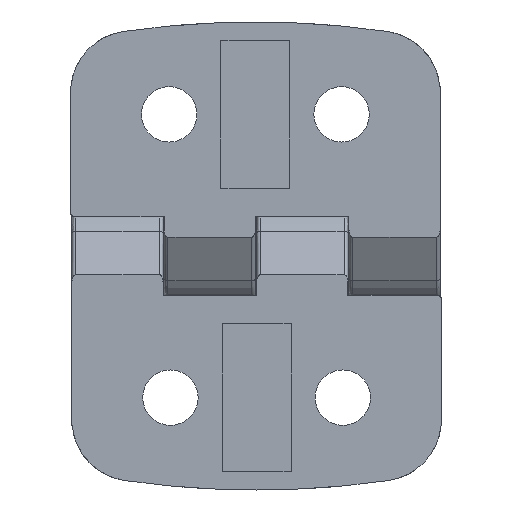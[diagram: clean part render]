
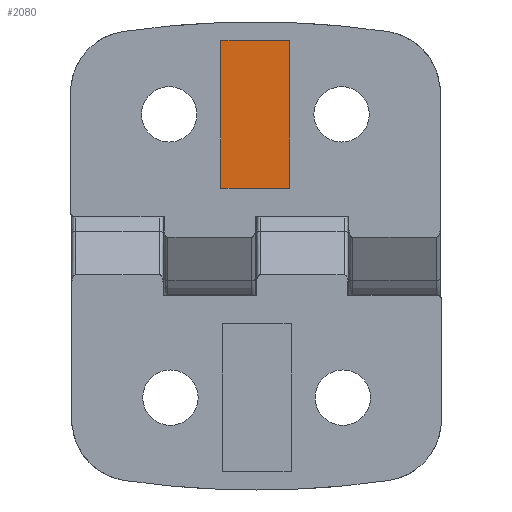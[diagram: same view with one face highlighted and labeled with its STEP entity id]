
A CAD part, front view. The second image highlights one B-rep face of the part: STEP entity #2080.
In plain terms, the highlighted planar face has unit normal (0, -1, 0).
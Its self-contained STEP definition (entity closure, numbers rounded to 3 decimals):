
#675 = CARTESIAN_POINT ( 'NONE',  ( 2.8, 1., -5.5 ) ) ;
#966 = DIRECTION ( 'NONE',  ( 0., 0., 1. ) ) ;
#973 = DIRECTION ( 'NONE',  ( 0., 1., 0. ) ) ;
#975 = CARTESIAN_POINT ( 'NONE',  ( 2.8, 1., -5.5 ) ) ;
#1018 = PLANE ( 'NONE',  #2255 ) ;
#1121 = DIRECTION ( 'NONE',  ( 1., 0., 0. ) ) ;
#1508 = VERTEX_POINT ( 'NONE', #2786 ) ;
#1567 = CARTESIAN_POINT ( 'NONE',  ( 2.8, 1., -17.5 ) ) ;
#1576 = CARTESIAN_POINT ( 'NONE',  ( 2.8, 1., -17.5 ) ) ;
#1685 = VERTEX_POINT ( 'NONE', #2112 ) ;
#1857 = EDGE_LOOP ( 'NONE', ( #2881, #4363, #4508, #2781 ) ) ;
#2080 = ADVANCED_FACE ( 'NONE', ( #2657 ), #1018, .F. ) ;
#2112 = CARTESIAN_POINT ( 'NONE',  ( -2.8, 1., -17.5 ) ) ;
#2183 = VECTOR ( 'NONE', #4183, 1000. ) ;
#2255 = AXIS2_PLACEMENT_3D ( 'NONE', #975, #973, #966 ) ;
#2481 = LINE ( 'NONE', #1567, #3156 ) ;
#2493 = LINE ( 'NONE', #5365, #4626 ) ;
#2496 = VERTEX_POINT ( 'NONE', #1576 ) ;
#2596 = LINE ( 'NONE', #675, #2183 ) ;
#2657 = FACE_OUTER_BOUND ( 'NONE', #1857, .T. ) ;
#2781 = ORIENTED_EDGE ( 'NONE', *, *, #3581, .T. ) ;
#2786 = CARTESIAN_POINT ( 'NONE',  ( 2.8, 1., -5.5 ) ) ;
#2818 = DIRECTION ( 'NONE',  ( 0., 0., 1. ) ) ;
#2881 = ORIENTED_EDGE ( 'NONE', *, *, #5474, .T. ) ;
#2900 = CARTESIAN_POINT ( 'NONE',  ( 2.8, 1., -5.5 ) ) ;
#3051 = EDGE_CURVE ( 'NONE', #4077, #1685, #2493, .T. ) ;
#3156 = VECTOR ( 'NONE', #1121, 1000. ) ;
#3333 = CARTESIAN_POINT ( 'NONE',  ( -2.8, 1., -5.5 ) ) ;
#3465 = VECTOR ( 'NONE', #2818, 1000. ) ;
#3581 = EDGE_CURVE ( 'NONE', #2496, #1508, #5056, .T. ) ;
#3771 = EDGE_CURVE ( 'NONE', #1685, #2496, #2481, .T. ) ;
#4077 = VERTEX_POINT ( 'NONE', #3333 ) ;
#4183 = DIRECTION ( 'NONE',  ( -1., 0., 0. ) ) ;
#4363 = ORIENTED_EDGE ( 'NONE', *, *, #3051, .T. ) ;
#4508 = ORIENTED_EDGE ( 'NONE', *, *, #3771, .T. ) ;
#4626 = VECTOR ( 'NONE', #5518, 1000. ) ;
#5056 = LINE ( 'NONE', #2900, #3465 ) ;
#5365 = CARTESIAN_POINT ( 'NONE',  ( -2.8, 1., -5.5 ) ) ;
#5474 = EDGE_CURVE ( 'NONE', #1508, #4077, #2596, .T. ) ;
#5518 = DIRECTION ( 'NONE',  ( 0., 0., -1. ) ) ;
